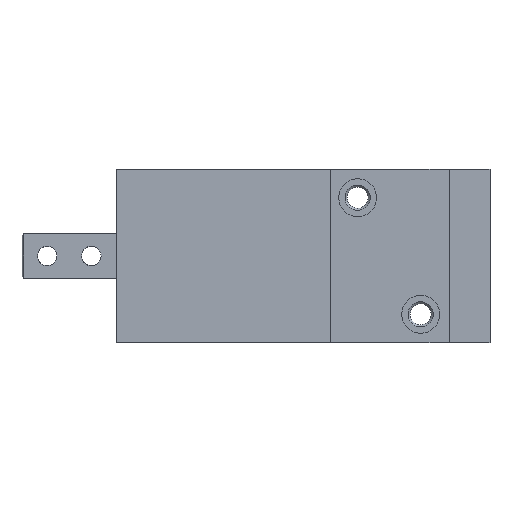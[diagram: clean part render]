
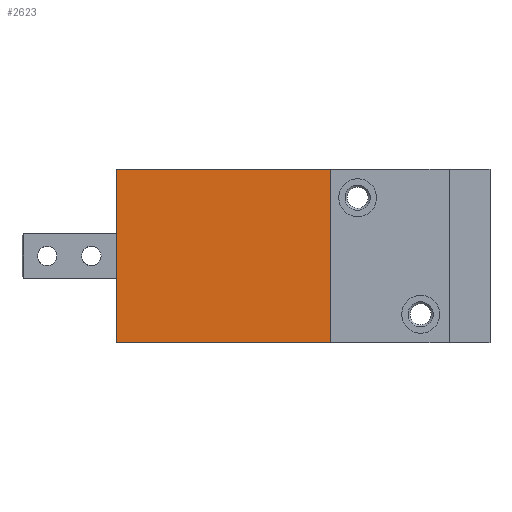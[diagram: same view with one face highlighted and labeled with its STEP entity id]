
A CAD part, left-side view. The second image highlights one B-rep face of the part: STEP entity #2623.
In plain terms, the highlighted planar face has unit normal (-1, 0, 0).
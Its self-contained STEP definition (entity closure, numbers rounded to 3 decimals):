
#180=LINE('',#3952,#382);
#213=LINE('',#4072,#415);
#220=LINE('',#4086,#422);
#269=LINE('',#4200,#471);
#382=VECTOR('',#3132,1000.);
#415=VECTOR('',#3223,1000.);
#422=VECTOR('',#3232,1000.);
#471=VECTOR('',#3383,1000.);
#860=ORIENTED_EDGE('',*,*,#1367,.F.);
#861=ORIENTED_EDGE('',*,*,#1424,.F.);
#862=ORIENTED_EDGE('',*,*,#1360,.T.);
#863=ORIENTED_EDGE('',*,*,#1300,.T.);
#1300=EDGE_CURVE('',#1649,#1648,#180,.T.);
#1360=EDGE_CURVE('',#1707,#1649,#213,.T.);
#1367=EDGE_CURVE('',#1712,#1648,#220,.T.);
#1424=EDGE_CURVE('',#1707,#1712,#269,.T.);
#1648=VERTEX_POINT('',#3951);
#1649=VERTEX_POINT('',#3953);
#1707=VERTEX_POINT('',#4073);
#1712=VERTEX_POINT('',#4085);
#2031=EDGE_LOOP('',(#860,#861,#862,#863));
#2284=FACE_BOUND('',#2031,.T.);
#2503=PLANE('',#2881);
#2623=ADVANCED_FACE('',(#2284),#2503,.T.);
#2881=AXIS2_PLACEMENT_3D('',#4201,#3384,#3385);
#3132=DIRECTION('',(0.,0.,-1.));
#3223=DIRECTION('',(0.,1.,0.));
#3232=DIRECTION('',(0.,1.,0.));
#3383=DIRECTION('',(0.,0.,-1.));
#3384=DIRECTION('',(-1.,0.,0.));
#3385=DIRECTION('',(0.,0.,1.));
#3951=CARTESIAN_POINT('',(-15.8,118.5,-27.5));
#3952=CARTESIAN_POINT('',(-15.8,118.5,27.5));
#3953=CARTESIAN_POINT('',(-15.8,118.5,27.5));
#4072=CARTESIAN_POINT('',(-15.8,50.5,27.5));
#4073=CARTESIAN_POINT('',(-15.8,50.5,27.5));
#4085=CARTESIAN_POINT('',(-15.8,50.5,-27.5));
#4086=CARTESIAN_POINT('',(-15.8,50.5,-27.5));
#4200=CARTESIAN_POINT('',(-15.8,50.5,27.5));
#4201=CARTESIAN_POINT('',(-15.8,50.5,27.5));
